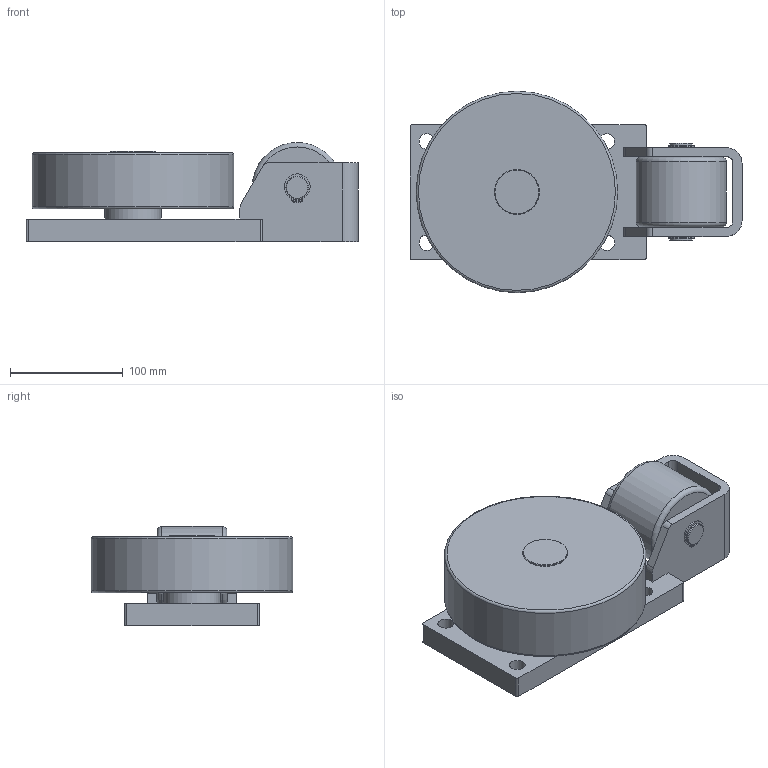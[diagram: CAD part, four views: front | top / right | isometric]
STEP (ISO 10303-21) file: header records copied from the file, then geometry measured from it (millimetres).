
FILE_DESCRIPTION(/* description */ ('-','CAx-IF Rec.Pracs.---Representation and Presentation of Product Manufacturing Information (PMI)---4.0---2014-10-13'),/* implementation_level */ '2;1');
FILE_NAME(/* name */ '9218bba8-d70a-4843-96eb-99c9dab9b35a.stp',/* time_stamp */ '2020-04-01T16:12:20+02:00',/* author */ ('-'),/* organization */ ('NTI CADcenter A/S'),/* preprocessor_version */ 'ST-DEVELOPER v18',/* originating_system */ 'Autodesk Inventor 2020',/* authorisation */ '-');
FILE_SCHEMA (('AP242_MANAGED_MODEL_BASED_3D_ENGINEERING_MIM_LF { 1 0 10303 442 1 1 4 }'));
Length unit declared in the file: millimetre
Products named in the file (1): PSAS 180.6200_Kontur
Bounding box: 295 x 179 x 88 mm (x, y, z)
Volume: 2211437.8 mm3; surface area: 203255.4 mm2
Topology: 1 solids, 1 shells, 94 faces, 272 edges, 189 vertices
Faces by surface type: plane 47, cylinder 38, cone 5, torus 4
Full cylindrical faces by diameter (mm): 2 x4, 13.835 x4, 19 x2, 20 x6, 40 x1, 50 x1, 80 x1, 179 x1
Entity records: 3274 total; most frequent: DIRECTION 595, CARTESIAN_POINT 556, ORIENTED_EDGE 544, EDGE_CURVE 272, AXIS2_PLACEMENT_3D 228, VERTEX_POINT 189, LINE 139, VECTOR 139
